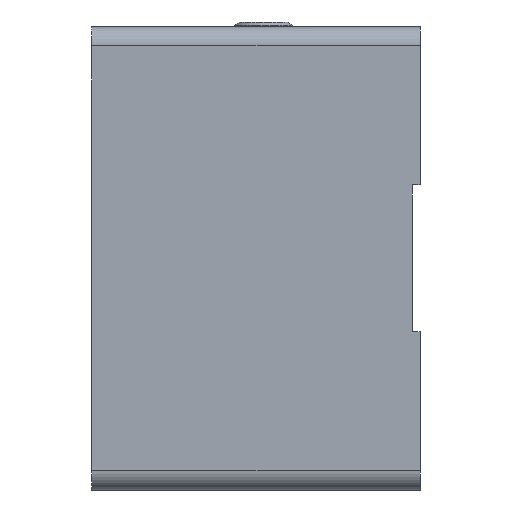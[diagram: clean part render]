
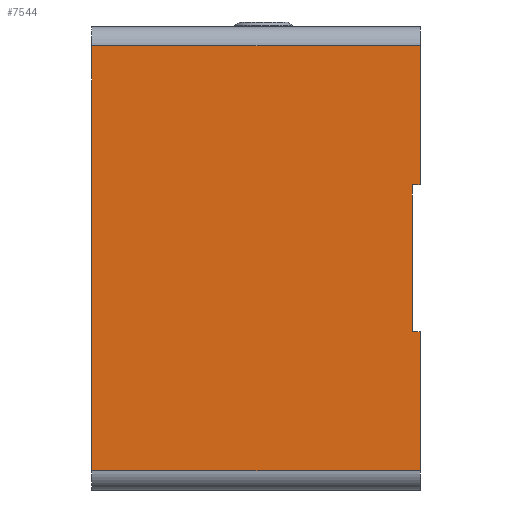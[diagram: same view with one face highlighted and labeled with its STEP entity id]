
A CAD part, left-side view. The second image highlights one B-rep face of the part: STEP entity #7544.
In plain terms, the highlighted planar face has unit normal (-1, 0, 0).
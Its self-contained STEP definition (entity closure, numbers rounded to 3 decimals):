
#41 = CARTESIAN_POINT ( 'NONE',  ( -64.481, -34.178, 125. ) ) ;
#66 = CARTESIAN_POINT ( 'NONE',  ( -64.481, -34.178, 235. ) ) ;
#72 = EDGE_CURVE ( 'NONE', #4472, #820, #1675, .T. ) ;
#96 = DIRECTION ( 'NONE',  ( 0., 0., -1. ) ) ;
#205 = LINE ( 'NONE', #3457, #6879 ) ;
#217 = CARTESIAN_POINT ( 'NONE',  ( -64.481, -34.178, 240. ) ) ;
#234 = LINE ( 'NONE', #8271, #5514 ) ;
#395 = EDGE_CURVE ( 'NONE', #6944, #6241, #1276, .T. ) ;
#820 = VERTEX_POINT ( 'NONE', #8909 ) ;
#858 = AXIS2_PLACEMENT_3D ( 'NONE', #1045, #3431, #5792 ) ;
#937 = DIRECTION ( 'NONE',  ( 0., 0., -1. ) ) ;
#1045 = CARTESIAN_POINT ( 'NONE',  ( -64.481, -34.178, 240. ) ) ;
#1126 = EDGE_LOOP ( 'NONE', ( #3626, #1800, #4425, #4885, #9660, #3582, #4490, #1705 ) ) ;
#1276 = LINE ( 'NONE', #5258, #1731 ) ;
#1505 = CARTESIAN_POINT ( 'NONE',  ( -64.481, -34.178, 235. ) ) ;
#1623 = DIRECTION ( 'NONE',  ( 0., -1., 0. ) ) ;
#1662 = DIRECTION ( 'NONE',  ( 0., 1., 0. ) ) ;
#1675 = LINE ( 'NONE', #41, #4143 ) ;
#1705 = ORIENTED_EDGE ( 'NONE', *, *, #72, .T. ) ;
#1731 = VECTOR ( 'NONE', #8660, 1000. ) ;
#1800 = ORIENTED_EDGE ( 'NONE', *, *, #395, .F. ) ;
#1949 = CARTESIAN_POINT ( 'NONE',  ( -64.481, -32.178, 199. ) ) ;
#2026 = CARTESIAN_POINT ( 'NONE',  ( -64.481, -32.178, 199. ) ) ;
#2138 = DIRECTION ( 'NONE',  ( 0., -1., 0. ) ) ;
#2959 = LINE ( 'NONE', #2026, #8265 ) ;
#3227 = LINE ( 'NONE', #1505, #5850 ) ;
#3256 = EDGE_CURVE ( 'NONE', #6241, #820, #9063, .T. ) ;
#3431 = DIRECTION ( 'NONE',  ( 1., 0., 0. ) ) ;
#3457 = CARTESIAN_POINT ( 'NONE',  ( -64.481, -34.178, 240. ) ) ;
#3459 = VECTOR ( 'NONE', #3471, 1000. ) ;
#3471 = DIRECTION ( 'NONE',  ( 0., 0., -1. ) ) ;
#3582 = ORIENTED_EDGE ( 'NONE', *, *, #6006, .T. ) ;
#3626 = ORIENTED_EDGE ( 'NONE', *, *, #3256, .F. ) ;
#3960 = VECTOR ( 'NONE', #10032, 1000. ) ;
#4046 = CARTESIAN_POINT ( 'NONE',  ( -64.481, -34.178, 199. ) ) ;
#4143 = VECTOR ( 'NONE', #1623, 1000. ) ;
#4206 = EDGE_CURVE ( 'NONE', #10088, #6944, #9713, .T. ) ;
#4425 = ORIENTED_EDGE ( 'NONE', *, *, #4206, .F. ) ;
#4472 = VERTEX_POINT ( 'NONE', #9000 ) ;
#4490 = ORIENTED_EDGE ( 'NONE', *, *, #7530, .T. ) ;
#4885 = ORIENTED_EDGE ( 'NONE', *, *, #8201, .T. ) ;
#5258 = CARTESIAN_POINT ( 'NONE',  ( -64.481, -32.178, 161. ) ) ;
#5514 = VECTOR ( 'NONE', #937, 1000. ) ;
#5792 = DIRECTION ( 'NONE',  ( 0., 1., 0. ) ) ;
#5798 = VERTEX_POINT ( 'NONE', #4046 ) ;
#5837 = EDGE_CURVE ( 'NONE', #6580, #5798, #205, .T. ) ;
#5850 = VECTOR ( 'NONE', #1662, 1000. ) ;
#5979 = CARTESIAN_POINT ( 'NONE',  ( -64.481, -32.178, 161. ) ) ;
#6006 = EDGE_CURVE ( 'NONE', #6580, #10520, #3227, .T. ) ;
#6241 = VERTEX_POINT ( 'NONE', #8231 ) ;
#6580 = VERTEX_POINT ( 'NONE', #66 ) ;
#6656 = FACE_OUTER_BOUND ( 'NONE', #1126, .T. ) ;
#6879 = VECTOR ( 'NONE', #96, 1000. ) ;
#6944 = VERTEX_POINT ( 'NONE', #5979 ) ;
#7530 = EDGE_CURVE ( 'NONE', #10520, #4472, #234, .T. ) ;
#7544 = ADVANCED_FACE ( 'NONE', ( #6656 ), #9289, .F. ) ;
#7668 = CARTESIAN_POINT ( 'NONE',  ( -64.481, -32.178, 199. ) ) ;
#8201 = EDGE_CURVE ( 'NONE', #10088, #5798, #2959, .T. ) ;
#8231 = CARTESIAN_POINT ( 'NONE',  ( -64.481, -34.178, 161. ) ) ;
#8265 = VECTOR ( 'NONE', #2138, 1000. ) ;
#8271 = CARTESIAN_POINT ( 'NONE',  ( -64.481, 50.822, 240. ) ) ;
#8333 = CARTESIAN_POINT ( 'NONE',  ( -64.481, 50.822, 235. ) ) ;
#8660 = DIRECTION ( 'NONE',  ( 0., -1., 0. ) ) ;
#8909 = CARTESIAN_POINT ( 'NONE',  ( -64.481, -34.178, 125. ) ) ;
#9000 = CARTESIAN_POINT ( 'NONE',  ( -64.481, 50.822, 125. ) ) ;
#9063 = LINE ( 'NONE', #217, #3960 ) ;
#9289 = PLANE ( 'NONE',  #858 ) ;
#9660 = ORIENTED_EDGE ( 'NONE', *, *, #5837, .F. ) ;
#9713 = LINE ( 'NONE', #1949, #3459 ) ;
#10032 = DIRECTION ( 'NONE',  ( 0., 0., -1. ) ) ;
#10088 = VERTEX_POINT ( 'NONE', #7668 ) ;
#10520 = VERTEX_POINT ( 'NONE', #8333 ) ;
